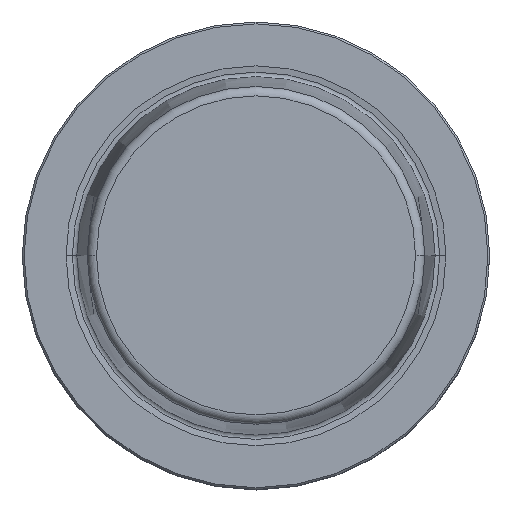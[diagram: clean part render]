
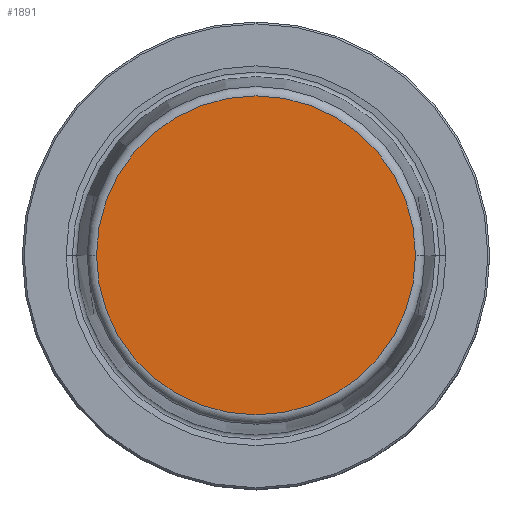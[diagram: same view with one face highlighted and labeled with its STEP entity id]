
A CAD part, top view. The second image highlights one B-rep face of the part: STEP entity #1891.
In plain terms, the highlighted planar face has unit normal (0, 0, 1).
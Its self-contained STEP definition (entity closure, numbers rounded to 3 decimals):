
#532=CARTESIAN_POINT('',(0.,0.,24.9));
#533=DIRECTION('',(0.,0.,1.));
#534=DIRECTION('',(1.,0.,0.));
#535=AXIS2_PLACEMENT_3D('',#532,#533,#534);
#540=CARTESIAN_POINT('',(0.,0.,24.9));
#541=DIRECTION('',(0.,0.,-1.));
#542=DIRECTION('',(1.,0.,0.));
#543=AXIS2_PLACEMENT_3D('',#540,#541,#542);
#1346=CARTESIAN_POINT('',(17.056,0.,24.9));
#1347=VERTEX_POINT('',#1346);
#1362=CARTESIAN_POINT('',(-17.056,0.,24.9));
#1363=VERTEX_POINT('',#1362);
#1882=CARTESIAN_POINT('',(0.,0.,24.9));
#1883=DIRECTION('',(0.,0.,-1.));
#1884=DIRECTION('',(-1.,0.,0.));
#1885=AXIS2_PLACEMENT_3D('',#1882,#1883,#1884);
#1886=PLANE('',#1885);
#1887=ORIENTED_EDGE('',*,*,#1875,.F.);
#1888=ORIENTED_EDGE('',*,*,#1864,.T.);
#1889=EDGE_LOOP('',(#1887,#1888));
#1890=FACE_OUTER_BOUND('',#1889,.F.);
#1891=ADVANCED_FACE('',(#1890),#1886,.F.);
#536=CIRCLE('',#535,17.056);
#544=CIRCLE('',#543,17.056);
#1864=EDGE_CURVE('',#1347,#1363,#544,.T.);
#1875=EDGE_CURVE('',#1347,#1363,#536,.T.);
